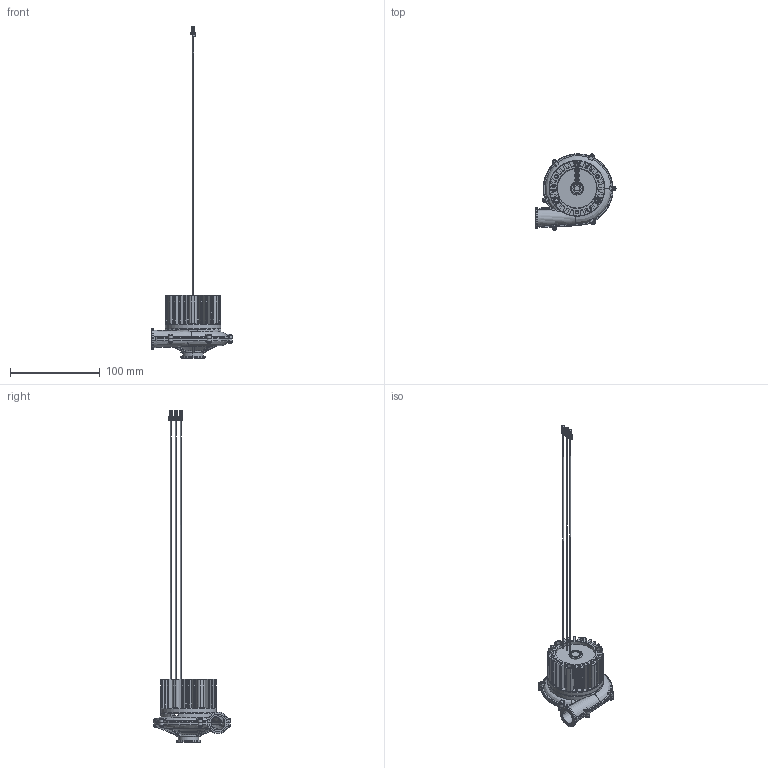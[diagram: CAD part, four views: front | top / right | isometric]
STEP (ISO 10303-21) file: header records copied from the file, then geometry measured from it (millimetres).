
FILE_DESCRIPTION (( 'STEP AP203' ), '1' );
FILE_NAME ('WS8570-24-S300Íâ·¢.STEP', '2024-10-11T11:53:28', ( '' ), ( '' ), 'SwSTEP 2.0', 'SolidWorks 2018', '' );
FILE_SCHEMA (( 'CONFIG_CONTROL_DESIGN' ));
Products named in the file (1): WS8570-24-S300俋楷
Bounding box: 89.2 x 85 x 369.74 mm (x, y, z)
Surface area: 50666.3 mm2 (no closed solid volume)
Topology: 0 solids, 57 shells, 857 faces, 3092 edges, 2262 vertices
Faces by surface type: plane 325, cylinder 278, cone 116, bspline 91, torus 37, sphere 10
Full cylindrical faces by diameter (mm): 0.5 x3, 1.3 x3, 2.05 x1, 3.3 x3, 4.5 x3, 5 x6, 6 x5, 9 x1, 12 x1, 15 x1, 44 x1, 62 x1
Entity records: 43894 total; most frequent: CARTESIAN_POINT 19762, ORIENTED_EDGE 4827, DIRECTION 4456, EDGE_CURVE 3005, VERTEX_POINT 2242, AXIS2_PLACEMENT_3D 1702, VECTOR 1052, LINE 1052
